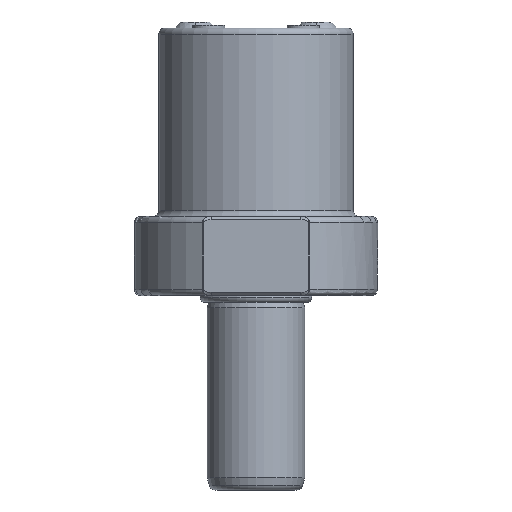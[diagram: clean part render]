
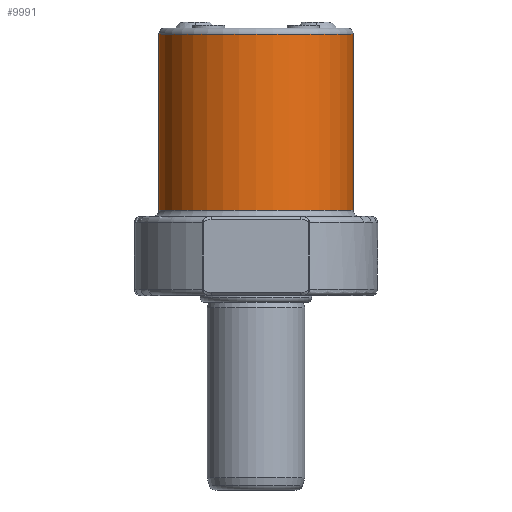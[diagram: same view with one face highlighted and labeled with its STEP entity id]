
A CAD part, front view. The second image highlights one B-rep face of the part: STEP entity #9991.
In plain terms, the highlighted cylindrical face has radius 16 mm (diameter 32 mm), a partial arc.
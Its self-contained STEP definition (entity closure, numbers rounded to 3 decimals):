
#82 = DIRECTION ( 'NONE',  ( 0., 0., 1. ) ) ;
#209 = CARTESIAN_POINT ( 'NONE',  ( -23.666, 13.111, 15.374 ) ) ;
#321 = EDGE_CURVE ( 'NONE', #6559, #7935, #2657, .T. ) ;
#335 = FACE_OUTER_BOUND ( 'NONE', #2191, .T. ) ;
#479 = EDGE_CURVE ( 'NONE', #1835, #1165, #2365, .T. ) ;
#779 = CARTESIAN_POINT ( 'NONE',  ( -23.666, 13.111, 45.374 ) ) ;
#1071 = AXIS2_PLACEMENT_3D ( 'NONE', #6923, #7746, #9355 ) ;
#1165 = VERTEX_POINT ( 'NONE', #779 ) ;
#1835 = VERTEX_POINT ( 'NONE', #2778 ) ;
#1857 = ORIENTED_EDGE ( 'NONE', *, *, #6585, .T. ) ;
#2026 = VECTOR ( 'NONE', #9742, 1000. ) ;
#2191 = EDGE_LOOP ( 'NONE', ( #10208, #2304, #10097, #1857 ) ) ;
#2304 = ORIENTED_EDGE ( 'NONE', *, *, #7894, .T. ) ;
#2328 = CARTESIAN_POINT ( 'NONE',  ( -55.666, 13.111, 15.374 ) ) ;
#2365 = LINE ( 'NONE', #209, #9434 ) ;
#2657 = LINE ( 'NONE', #2328, #2026 ) ;
#2778 = CARTESIAN_POINT ( 'NONE',  ( -23.666, 13.111, 16.374 ) ) ;
#2793 = CARTESIAN_POINT ( 'NONE',  ( -55.666, 13.111, 45.374 ) ) ;
#3210 = AXIS2_PLACEMENT_3D ( 'NONE', #4913, #82, #6527 ) ;
#3526 = DIRECTION ( 'NONE',  ( 0., 0., 1. ) ) ;
#4913 = CARTESIAN_POINT ( 'NONE',  ( -39.666, 13.111, 16.374 ) ) ;
#5930 = DIRECTION ( 'NONE',  ( 1., 0., 0. ) ) ;
#6527 = DIRECTION ( 'NONE',  ( 1., 0., 0. ) ) ;
#6559 = VERTEX_POINT ( 'NONE', #6777 ) ;
#6585 = EDGE_CURVE ( 'NONE', #1165, #7935, #7581, .T. ) ;
#6708 = CARTESIAN_POINT ( 'NONE',  ( -39.666, 13.111, 45.374 ) ) ;
#6777 = CARTESIAN_POINT ( 'NONE',  ( -55.666, 13.111, 16.374 ) ) ;
#6923 = CARTESIAN_POINT ( 'NONE',  ( -39.666, 13.111, 15.374 ) ) ;
#7383 = AXIS2_PLACEMENT_3D ( 'NONE', #6708, #8406, #5930 ) ;
#7581 = CIRCLE ( 'NONE', #7383, 16. ) ;
#7746 = DIRECTION ( 'NONE',  ( 0., 0., 1. ) ) ;
#7894 = EDGE_CURVE ( 'NONE', #6559, #1835, #7952, .T. ) ;
#7935 = VERTEX_POINT ( 'NONE', #2793 ) ;
#7952 = CIRCLE ( 'NONE', #3210, 16. ) ;
#8406 = DIRECTION ( 'NONE',  ( 0., 0., -1. ) ) ;
#9288 = CYLINDRICAL_SURFACE ( 'NONE', #1071, 16. ) ;
#9355 = DIRECTION ( 'NONE',  ( 1., 0., 0. ) ) ;
#9434 = VECTOR ( 'NONE', #3526, 1000. ) ;
#9742 = DIRECTION ( 'NONE',  ( 0., 0., 1. ) ) ;
#9991 = ADVANCED_FACE ( 'NONE', ( #335 ), #9288, .T. ) ;
#10097 = ORIENTED_EDGE ( 'NONE', *, *, #479, .T. ) ;
#10208 = ORIENTED_EDGE ( 'NONE', *, *, #321, .F. ) ;
